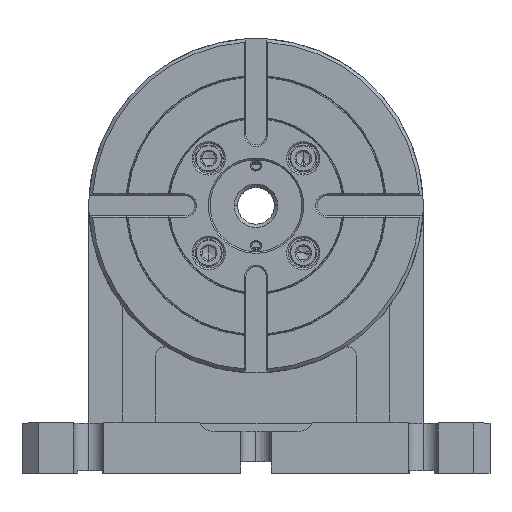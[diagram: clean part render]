
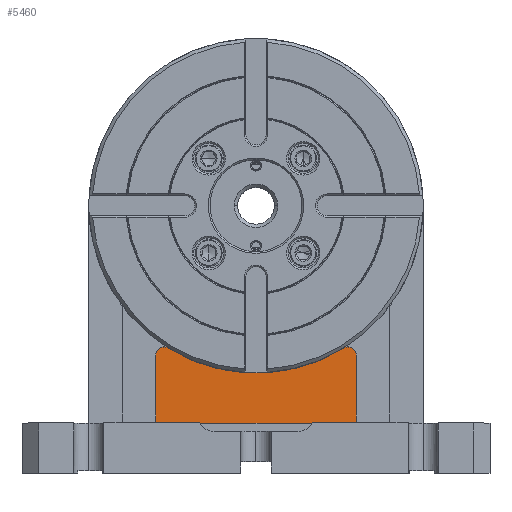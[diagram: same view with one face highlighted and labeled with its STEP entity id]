
A CAD part, top view. The second image highlights one B-rep face of the part: STEP entity #5460.
In plain terms, the highlighted planar face has unit normal (0, 0, 1).
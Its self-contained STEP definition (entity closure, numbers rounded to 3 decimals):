
#1552 = DIRECTION ( 'NONE',  ( 0., 0., 1. ) ) ;
#3071 = ORIENTED_EDGE ( 'NONE', *, *, #19361, .T. ) ;
#3131 = VERTEX_POINT ( 'NONE', #12028 ) ;
#3357 = CARTESIAN_POINT ( 'NONE',  ( 55., -89.443, -10. ) ) ;
#3496 = EDGE_CURVE ( 'NONE', #20833, #17785, #17751, .T. ) ;
#4235 = ORIENTED_EDGE ( 'NONE', *, *, #16938, .T. ) ;
#4501 = CARTESIAN_POINT ( 'NONE',  ( -55., -89.443, -10. ) ) ;
#4739 = DIRECTION ( 'NONE',  ( 1., 0., 0. ) ) ;
#5454 = LINE ( 'NONE', #26546, #26450 ) ;
#5460 = ADVANCED_FACE ( 'NONE', ( #14050 ), #9655, .T. ) ;
#5997 = CIRCLE ( 'NONE', #8632, 5. ) ;
#6537 = DIRECTION ( 'NONE',  ( 0., 0., 1. ) ) ;
#6610 = CARTESIAN_POINT ( 'NONE',  ( 52.381, -85.184, -10. ) ) ;
#7561 = VERTEX_POINT ( 'NONE', #17861 ) ;
#8632 = AXIS2_PLACEMENT_3D ( 'NONE', #4501, #6537, #10820 ) ;
#8854 = CARTESIAN_POINT ( 'NONE',  ( 60., 0., -10. ) ) ;
#8855 = VECTOR ( 'NONE', #16660, 1000. ) ;
#9007 = CARTESIAN_POINT ( 'NONE',  ( -52.381, -85.184, -10. ) ) ;
#9058 = AXIS2_PLACEMENT_3D ( 'NONE', #10188, #1552, #17986 ) ;
#9194 = CARTESIAN_POINT ( 'NONE',  ( 0., -130., -10. ) ) ;
#9655 = PLANE ( 'NONE',  #9058 ) ;
#9830 = CIRCLE ( 'NONE', #13779, 5. ) ;
#10188 = CARTESIAN_POINT ( 'NONE',  ( 0., 0., -10. ) ) ;
#10820 = DIRECTION ( 'NONE',  ( 1., 0., 0. ) ) ;
#11660 = DIRECTION ( 'NONE',  ( 1., 0., 0. ) ) ;
#11727 = DIRECTION ( 'NONE',  ( 0., 0., 1. ) ) ;
#11939 = EDGE_CURVE ( 'NONE', #20833, #3131, #5997, .T. ) ;
#12025 = EDGE_LOOP ( 'NONE', ( #19268, #3071, #19191, #12708, #26160, #4235 ) ) ;
#12028 = CARTESIAN_POINT ( 'NONE',  ( -60., -89.443, -10. ) ) ;
#12085 = AXIS2_PLACEMENT_3D ( 'NONE', #15006, #23334, #4739 ) ;
#12708 = ORIENTED_EDGE ( 'NONE', *, *, #11939, .T. ) ;
#12790 = EDGE_CURVE ( 'NONE', #7561, #26363, #14901, .T. ) ;
#13432 = VERTEX_POINT ( 'NONE', #24151 ) ;
#13779 = AXIS2_PLACEMENT_3D ( 'NONE', #3357, #11727, #20058 ) ;
#14050 = FACE_OUTER_BOUND ( 'NONE', #12025, .T. ) ;
#14901 = LINE ( 'NONE', #8854, #8855 ) ;
#15006 = CARTESIAN_POINT ( 'NONE',  ( 0., 0., -10. ) ) ;
#16660 = DIRECTION ( 'NONE',  ( 0., -1., 0. ) ) ;
#16775 = CARTESIAN_POINT ( 'NONE',  ( 60., -130., -10. ) ) ;
#16938 = EDGE_CURVE ( 'NONE', #13432, #26363, #17654, .T. ) ;
#17654 = LINE ( 'NONE', #9194, #19948 ) ;
#17751 = CIRCLE ( 'NONE', #12085, 100. ) ;
#17785 = VERTEX_POINT ( 'NONE', #6610 ) ;
#17861 = CARTESIAN_POINT ( 'NONE',  ( 60., -89.443, -10. ) ) ;
#17986 = DIRECTION ( 'NONE',  ( 1., 0., 0. ) ) ;
#19191 = ORIENTED_EDGE ( 'NONE', *, *, #3496, .F. ) ;
#19268 = ORIENTED_EDGE ( 'NONE', *, *, #12790, .F. ) ;
#19361 = EDGE_CURVE ( 'NONE', #7561, #17785, #9830, .T. ) ;
#19948 = VECTOR ( 'NONE', #11660, 1000. ) ;
#20058 = DIRECTION ( 'NONE',  ( 1., 0., 0. ) ) ;
#20371 = EDGE_CURVE ( 'NONE', #3131, #13432, #5454, .T. ) ;
#20833 = VERTEX_POINT ( 'NONE', #9007 ) ;
#22020 = DIRECTION ( 'NONE',  ( 0., -1., 0. ) ) ;
#23334 = DIRECTION ( 'NONE',  ( 0., 0., 1. ) ) ;
#24151 = CARTESIAN_POINT ( 'NONE',  ( -60., -130., -10. ) ) ;
#26160 = ORIENTED_EDGE ( 'NONE', *, *, #20371, .T. ) ;
#26363 = VERTEX_POINT ( 'NONE', #16775 ) ;
#26450 = VECTOR ( 'NONE', #22020, 1000. ) ;
#26546 = CARTESIAN_POINT ( 'NONE',  ( -60., 0., -10. ) ) ;
